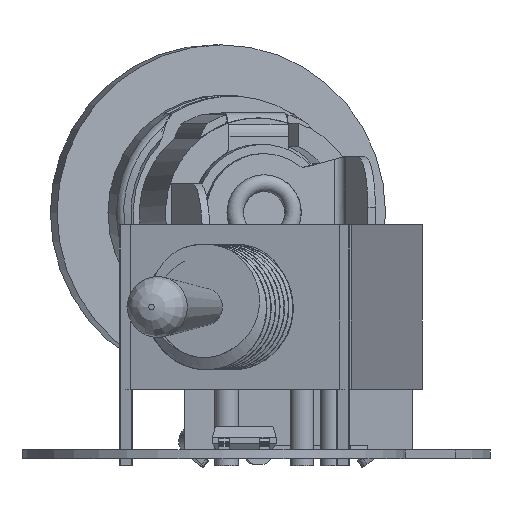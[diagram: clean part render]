
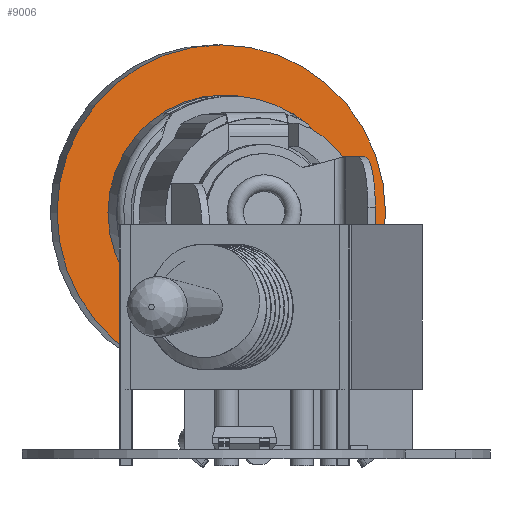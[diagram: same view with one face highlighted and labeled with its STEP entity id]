
A CAD part, left-side view. The second image highlights one B-rep face of the part: STEP entity #9006.
In plain terms, the highlighted face is planar.
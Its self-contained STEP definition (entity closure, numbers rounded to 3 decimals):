
#3756 = EDGE_CURVE('',#3757,#3757,#3759,.T.);
#3757 = VERTEX_POINT('',#3758);
#3758 = CARTESIAN_POINT('',(-1.425,7.887,
    11.124));
#3759 = CIRCLE('',#3760,7.874);
#3760 = AXIS2_PLACEMENT_3D('',#3761,#3762,#3763);
#3761 = CARTESIAN_POINT('',(-1.425,0.013,
    11.124));
#3762 = DIRECTION('',(1.,0.,0.));
#3763 = DIRECTION('',(0.,-1.,0.));
#4820 = VERTEX_POINT('',#4821);
#4821 = CARTESIAN_POINT('',(-1.425,5.374,
    11.124));
#4827 = EDGE_CURVE('',#4820,#4820,#4828,.T.);
#4828 = CIRCLE('',#4829,5.361);
#4829 = AXIS2_PLACEMENT_3D('',#4830,#4831,#4832);
#4830 = CARTESIAN_POINT('',(-1.425,0.013,
    11.124));
#4831 = DIRECTION('',(1.,0.,0.));
#4832 = DIRECTION('',(0.,1.,0.));
#9006 = ADVANCED_FACE('',(#9007,#9010),#9013,.F.);
#9007 = FACE_BOUND('',#9008,.T.);
#9008 = EDGE_LOOP('',(#9009));
#9009 = ORIENTED_EDGE('',*,*,#3756,.T.);
#9010 = FACE_BOUND('',#9011,.T.);
#9011 = EDGE_LOOP('',(#9012));
#9012 = ORIENTED_EDGE('',*,*,#4827,.F.);
#9013 = PLANE('',#9014);
#9014 = AXIS2_PLACEMENT_3D('',#9015,#9016,#9017);
#9015 = CARTESIAN_POINT('',(-1.425,0.013,
    3.25));
#9016 = DIRECTION('',(-1.,0.,0.));
#9017 = DIRECTION('',(0.,1.,0.));
